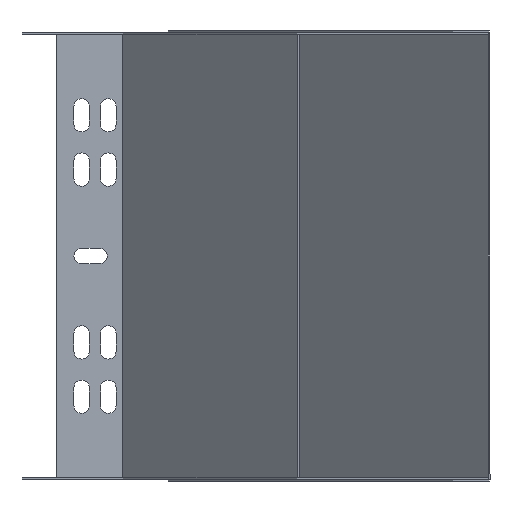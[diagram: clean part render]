
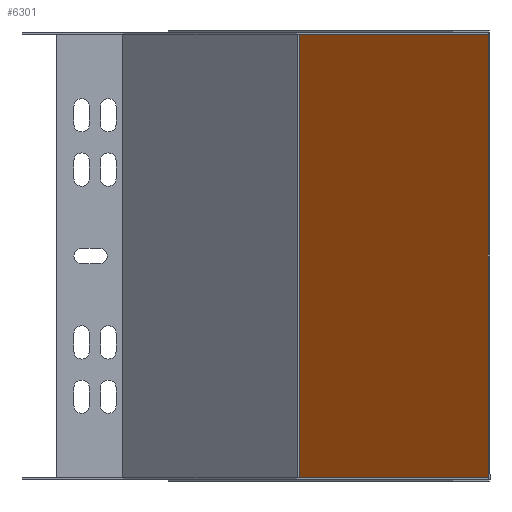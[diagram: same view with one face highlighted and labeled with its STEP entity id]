
A CAD part, front view. The second image highlights one B-rep face of the part: STEP entity #6301.
In plain terms, the highlighted planar face has unit normal (-0.707, -0.707, 0).
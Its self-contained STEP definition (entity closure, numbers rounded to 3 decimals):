
#486 = CARTESIAN_POINT ( 'NONE',  ( -14.624, 85.777, 221.629 ) ) ;
#1531 = DIRECTION ( 'NONE',  ( 0.707, -0.707, 0. ) ) ;
#1560 = CARTESIAN_POINT ( 'NONE',  ( 114.07, -42.916, 20.029 ) ) ;
#2057 = DIRECTION ( 'NONE',  ( -0.707, -0.707, 0. ) ) ;
#2249 = EDGE_CURVE ( 'NONE', #5478, #5192, #2945, .T. ) ;
#2251 = EDGE_CURVE ( 'NONE', #6504, #5478, #2541, .T. ) ;
#2254 = EDGE_CURVE ( 'NONE', #6504, #8176, #5763, .T. ) ;
#2266 = EDGE_CURVE ( 'NONE', #8176, #5192, #5557, .T. ) ;
#2282 = CARTESIAN_POINT ( 'NONE',  ( 114.07, -42.916, 221.629 ) ) ;
#2332 = VECTOR ( 'NONE', #7215, 1000. ) ;
#2541 = LINE ( 'NONE', #3452, #4334 ) ;
#2695 = ORIENTED_EDGE ( 'NONE', *, *, #2249, .F. ) ;
#2703 = ORIENTED_EDGE ( 'NONE', *, *, #2251, .F. ) ;
#2784 = ORIENTED_EDGE ( 'NONE', *, *, #2254, .T. ) ;
#2792 = ORIENTED_EDGE ( 'NONE', *, *, #2266, .T. ) ;
#2945 = LINE ( 'NONE', #7175, #7523 ) ;
#3452 = CARTESIAN_POINT ( 'NONE',  ( -14.624, 85.777, 20.029 ) ) ;
#3783 = CARTESIAN_POINT ( 'NONE',  ( 114.07, -42.916, 20.029 ) ) ;
#4291 = FACE_OUTER_BOUND ( 'NONE', #7676, .T. ) ;
#4334 = VECTOR ( 'NONE', #7882, 1000. ) ;
#5192 = VERTEX_POINT ( 'NONE', #2282 ) ;
#5478 = VERTEX_POINT ( 'NONE', #486 ) ;
#5557 = LINE ( 'NONE', #1560, #2332 ) ;
#5763 = LINE ( 'NONE', #6531, #7313 ) ;
#6301 = ADVANCED_FACE ( 'NONE', ( #4291 ), #7715, .T. ) ;
#6396 = DIRECTION ( 'NONE',  ( -0.707, 0.707, 0. ) ) ;
#6502 = DIRECTION ( 'NONE',  ( 0.707, -0.707, 0. ) ) ;
#6504 = VERTEX_POINT ( 'NONE', #7236 ) ;
#6531 = CARTESIAN_POINT ( 'NONE',  ( 114.07, -42.916, 20.029 ) ) ;
#6767 = AXIS2_PLACEMENT_3D ( 'NONE', #8375, #2057, #6396 ) ;
#7175 = CARTESIAN_POINT ( 'NONE',  ( 114.07, -42.916, 221.629 ) ) ;
#7215 = DIRECTION ( 'NONE',  ( 0., 0., 1. ) ) ;
#7236 = CARTESIAN_POINT ( 'NONE',  ( -14.624, 85.777, 20.029 ) ) ;
#7313 = VECTOR ( 'NONE', #1531, 1000. ) ;
#7523 = VECTOR ( 'NONE', #6502, 1000. ) ;
#7676 = EDGE_LOOP ( 'NONE', ( #2695, #2703, #2784, #2792 ) ) ;
#7715 = PLANE ( 'NONE',  #6767 ) ;
#7882 = DIRECTION ( 'NONE',  ( 0., 0., 1. ) ) ;
#8176 = VERTEX_POINT ( 'NONE', #3783 ) ;
#8375 = CARTESIAN_POINT ( 'NONE',  ( 114.07, -42.916, 20.029 ) ) ;
